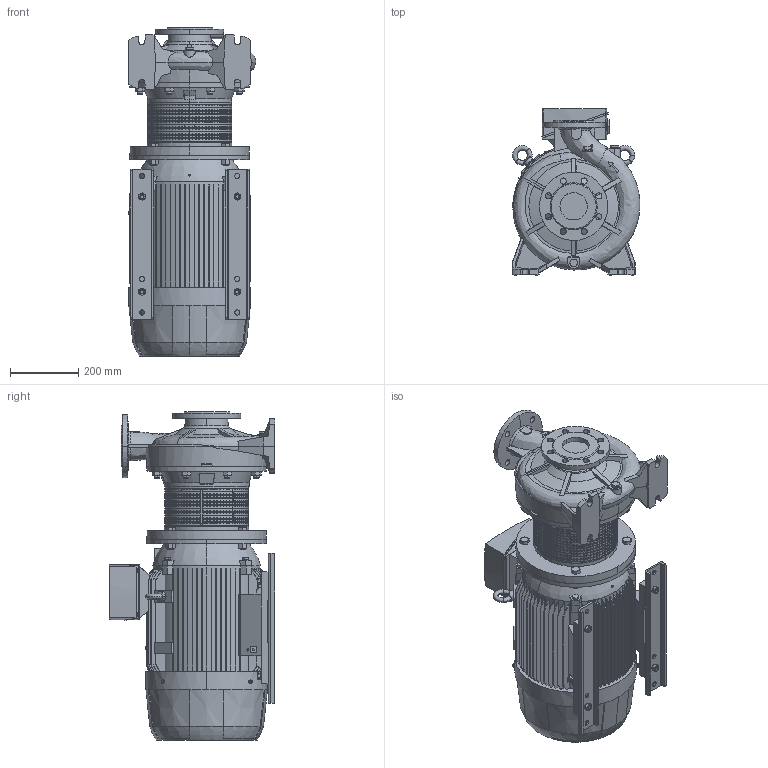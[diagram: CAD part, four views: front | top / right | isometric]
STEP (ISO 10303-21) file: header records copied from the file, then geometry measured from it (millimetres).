
FILE_DESCRIPTION (( 'STEP AP214' ), '1' );
FILE_NAME ('4_93_446_13_REV01.step', '2022-08-10T13:01:57', ( '' ), ( '' ), 'SwSTEP 2.0', 'SolidWorks 2020', '' );
FILE_SCHEMA (( 'AUTOMOTIVE_DESIGN' ));
Length unit declared in the file: millimetre
Products named in the file (3): 4_93_446_13_REV01; Copia di 195673^4_93_446_13_REV01; Copia di 195660^4_93_446_13_REV01
Assembly tree (2 placements, depth 2):
  4_93_446_13_REV01
    Copia di 195660^4_93_446_13_REV01
    Copia di 195673^4_93_446_13_REV01
Bounding box: 373.9 x 486 x 960.81 mm (x, y, z)
Volume: 77679086.6 mm3; surface area: 3276320 mm2
Topology: 35 solids, 862 shells, 3269 faces, 9829 edges, 7539 vertices
Faces by surface type: cylinder 1347, plane 1316, cone 365, torus 146, bspline 95
Entity records: 155062 total; most frequent: CARTESIAN_POINT 73575, ORIENTED_EDGE 16286, DIRECTION 15688, EDGE_CURVE 9828, VERTEX_POINT 7541, AXIS2_PLACEMENT_3D 5506, LINE 4676, VECTOR 4676
